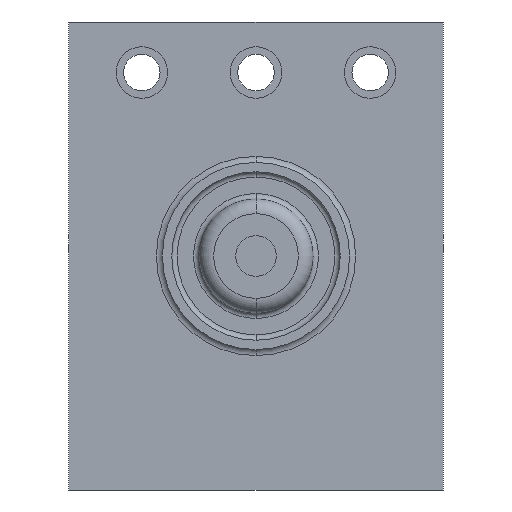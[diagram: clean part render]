
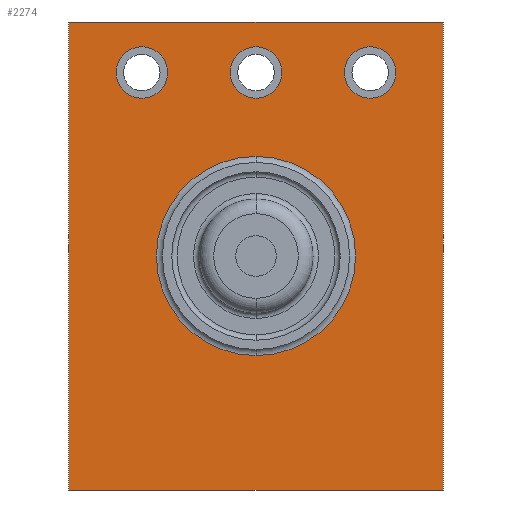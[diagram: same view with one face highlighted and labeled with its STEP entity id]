
A CAD part, front view. The second image highlights one B-rep face of the part: STEP entity #2274.
In plain terms, the highlighted planar face has unit normal (0, -1, 0).
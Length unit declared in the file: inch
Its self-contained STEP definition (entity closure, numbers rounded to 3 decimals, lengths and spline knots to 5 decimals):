
#396=DIRECTION('',(0.,0.,-1.));
#397=VECTOR('',#396,0.5);
#398=CARTESIAN_POINT('',(0.,0.,0.));
#399=LINE('',#398,#397);
#400=DIRECTION('',(-1.,0.,0.));
#401=VECTOR('',#400,0.4);
#402=CARTESIAN_POINT('',(0.4,0.,0.));
#403=LINE('',#402,#401);
#404=DIRECTION('',(0.,0.,1.));
#405=VECTOR('',#404,0.5);
#406=CARTESIAN_POINT('',(0.4,0.,-0.5));
#407=LINE('',#406,#405);
#408=DIRECTION('',(1.,0.,0.));
#409=VECTOR('',#408,0.4);
#410=CARTESIAN_POINT('',(0.,0.,-0.5));
#411=LINE('',#410,#409);
#412=CARTESIAN_POINT('',(0.2,0.,-0.054));
#413=DIRECTION('',(0.,1.,0.));
#414=DIRECTION('',(0.,0.,-1.));
#415=AXIS2_PLACEMENT_3D('',#412,#413,#414);
#417=CARTESIAN_POINT('',(0.2,0.,-0.054));
#418=DIRECTION('',(0.,1.,0.));
#419=DIRECTION('',(0.,0.,1.));
#420=AXIS2_PLACEMENT_3D('',#417,#418,#419);
#432=CARTESIAN_POINT('',(0.078,0.,-0.054));
#433=DIRECTION('',(0.,1.,0.));
#434=DIRECTION('',(0.,0.,-1.));
#435=AXIS2_PLACEMENT_3D('',#432,#433,#434);
#437=CARTESIAN_POINT('',(0.078,0.,-0.054));
#438=DIRECTION('',(0.,1.,0.));
#439=DIRECTION('',(0.,0.,1.));
#440=AXIS2_PLACEMENT_3D('',#437,#438,#439);
#442=CARTESIAN_POINT('',(0.322,0.,-0.054));
#443=DIRECTION('',(0.,1.,0.));
#444=DIRECTION('',(0.,0.,-1.));
#445=AXIS2_PLACEMENT_3D('',#442,#443,#444);
#447=CARTESIAN_POINT('',(0.322,0.,-0.054));
#448=DIRECTION('',(0.,1.,0.));
#449=DIRECTION('',(0.,0.,1.));
#450=AXIS2_PLACEMENT_3D('',#447,#448,#449);
#452=CARTESIAN_POINT('',(0.2,0.,-0.25));
#453=DIRECTION('',(0.,-1.,0.));
#454=DIRECTION('',(0.,0.,-1.));
#455=AXIS2_PLACEMENT_3D('',#452,#453,#454);
#457=CARTESIAN_POINT('',(0.2,0.,-0.25));
#458=DIRECTION('',(0.,-1.,0.));
#459=DIRECTION('',(0.,0.,1.));
#460=AXIS2_PLACEMENT_3D('',#457,#458,#459);
#1543=CARTESIAN_POINT('',(0.4,0.,-0.5));
#1544=CARTESIAN_POINT('',(0.4,0.,0.));
#1545=VERTEX_POINT('',#1543);
#1546=VERTEX_POINT('',#1544);
#1547=CARTESIAN_POINT('',(0.078,0.,-0.0815));
#1549=VERTEX_POINT('',#1547);
#1559=CARTESIAN_POINT('',(0.,0.,0.));
#1560=CARTESIAN_POINT('',(0.,0.,-0.5));
#1561=VERTEX_POINT('',#1559);
#1562=VERTEX_POINT('',#1560);
#1565=CARTESIAN_POINT('',(0.078,0.,-0.0265));
#1566=VERTEX_POINT('',#1565);
#1567=CARTESIAN_POINT('',(0.322,0.,-0.0815));
#1569=VERTEX_POINT('',#1567);
#1571=CARTESIAN_POINT('',(0.2,0.,-0.0265));
#1573=VERTEX_POINT('',#1571);
#1575=CARTESIAN_POINT('',(0.322,0.,-0.0265));
#1577=VERTEX_POINT('',#1575);
#1589=CARTESIAN_POINT('',(0.2,0.,-0.0815));
#1590=VERTEX_POINT('',#1589);
#1695=CARTESIAN_POINT('',(0.2,0.,-0.35641));
#1696=CARTESIAN_POINT('',(0.2,0.,-0.14359));
#1697=VERTEX_POINT('',#1695);
#1698=VERTEX_POINT('',#1696);
#2238=CARTESIAN_POINT('',(0.,0.,-0.5));
#2239=DIRECTION('',(0.,-1.,0.));
#2240=DIRECTION('',(0.,0.,-1.));
#2241=AXIS2_PLACEMENT_3D('',#2238,#2239,#2240);
#2242=PLANE('',#2241);
#2243=ORIENTED_EDGE('',*,*,#2228,.F.);
#2245=ORIENTED_EDGE('',*,*,#2244,.F.);
#2247=ORIENTED_EDGE('',*,*,#2246,.F.);
#2249=ORIENTED_EDGE('',*,*,#2248,.F.);
#2250=EDGE_LOOP('',(#2243,#2245,#2247,#2249));
#2251=FACE_OUTER_BOUND('',#2250,.F.);
#2253=ORIENTED_EDGE('',*,*,#2252,.F.);
#2255=ORIENTED_EDGE('',*,*,#2254,.F.);
#2256=EDGE_LOOP('',(#2253,#2255));
#2257=FACE_BOUND('',#2256,.F.);
#2258=ORIENTED_EDGE('',*,*,#1934,.F.);
#2259=ORIENTED_EDGE('',*,*,#1951,.F.);
#2260=EDGE_LOOP('',(#2258,#2259));
#2261=FACE_BOUND('',#2260,.F.);
#2263=ORIENTED_EDGE('',*,*,#2262,.F.);
#2265=ORIENTED_EDGE('',*,*,#2264,.F.);
#2266=EDGE_LOOP('',(#2263,#2265));
#2267=FACE_BOUND('',#2266,.F.);
#2269=ORIENTED_EDGE('',*,*,#2268,.T.);
#2271=ORIENTED_EDGE('',*,*,#2270,.T.);
#2272=EDGE_LOOP('',(#2269,#2271));
#2273=FACE_BOUND('',#2272,.F.);
#416=CIRCLE('',#415,0.0275);
#421=CIRCLE('',#420,0.0275);
#436=CIRCLE('',#435,0.0275);
#441=CIRCLE('',#440,0.0275);
#446=CIRCLE('',#445,0.0275);
#451=CIRCLE('',#450,0.0275);
#456=CIRCLE('',#455,0.10641);
#461=CIRCLE('',#460,0.10641);
#1934=EDGE_CURVE('',#1549,#1566,#436,.T.);
#1951=EDGE_CURVE('',#1566,#1549,#441,.T.);
#2228=EDGE_CURVE('',#1561,#1562,#399,.T.);
#2244=EDGE_CURVE('',#1546,#1561,#403,.T.);
#2246=EDGE_CURVE('',#1545,#1546,#407,.T.);
#2248=EDGE_CURVE('',#1562,#1545,#411,.T.);
#2252=EDGE_CURVE('',#1590,#1573,#416,.T.);
#2254=EDGE_CURVE('',#1573,#1590,#421,.T.);
#2262=EDGE_CURVE('',#1569,#1577,#446,.T.);
#2264=EDGE_CURVE('',#1577,#1569,#451,.T.);
#2268=EDGE_CURVE('',#1697,#1698,#456,.T.);
#2270=EDGE_CURVE('',#1698,#1697,#461,.T.);
#2274=ADVANCED_FACE('',(#2251,#2257,#2261,#2267,#2273),#2242,.T.);
